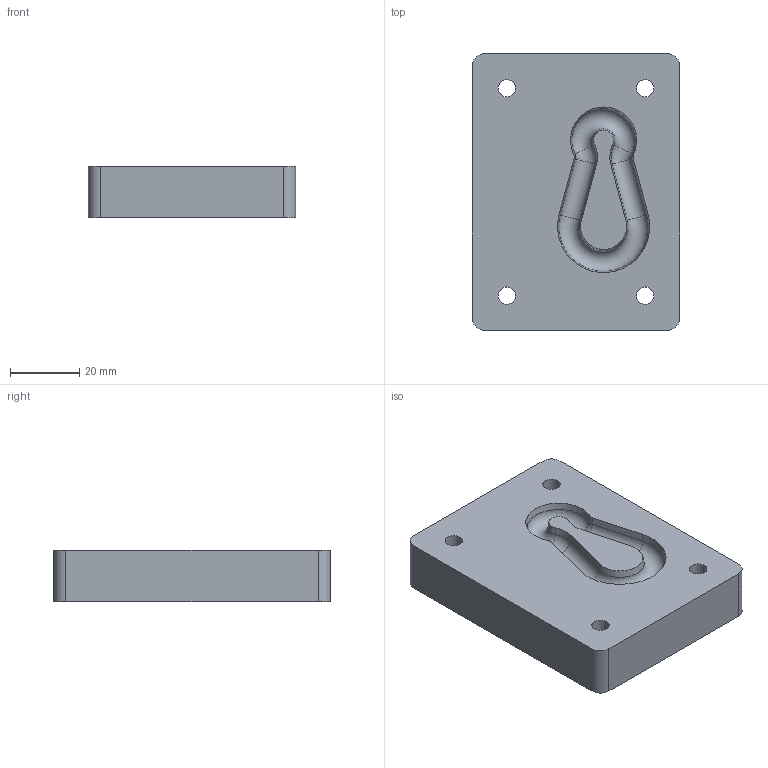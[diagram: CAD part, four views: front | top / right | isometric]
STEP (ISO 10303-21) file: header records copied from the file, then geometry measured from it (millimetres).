
FILE_DESCRIPTION(/* description */ (''),/* implementation_level */ '2;1');
FILE_NAME(/* name */ '3.9 Bottom mold.step',/* time_stamp */ '2024-08-15T22:08:05+02:00',/* author */ (''),/* organization */ (''),/* preprocessor_version */ 'ST-DEVELOPER v20',/* originating_system */ 'Autodesk Translation Framework v13.14.0.145',/* authorisation */ '');
FILE_SCHEMA (('AUTOMOTIVE_DESIGN { 1 0 10303 214 3 1 1 }'));
Length unit declared in the file: millimetre
Products named in the file (3): Carabiner (v14~recovered); Carabiner; Bottom mould
Assembly tree (2 placements, depth 2):
  Carabiner (v14~recovered)
    Carabiner
    Bottom mould
Bounding box: 60 x 80 x 15 mm (x, y, z)
Volume: 67909.6 mm3; surface area: 15170.1 mm2
Topology: 1 solids, 1 shells, 33 faces, 78 edges, 48 vertices
Faces by surface type: plane 11, cylinder 10, cone 8, torus 4
Full cylindrical faces by diameter (mm): 5 x4
Entity records: 1061 total; most frequent: DIRECTION 192, CARTESIAN_POINT 164, ORIENTED_EDGE 156, EDGE_CURVE 78, AXIS2_PLACEMENT_3D 76, VERTEX_POINT 48, EDGE_LOOP 42, LINE 40
